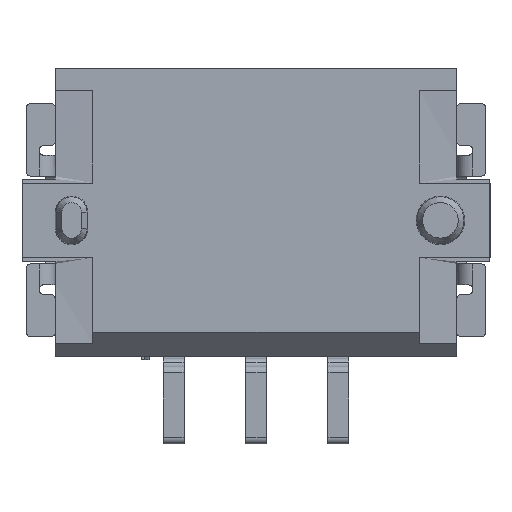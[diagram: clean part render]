
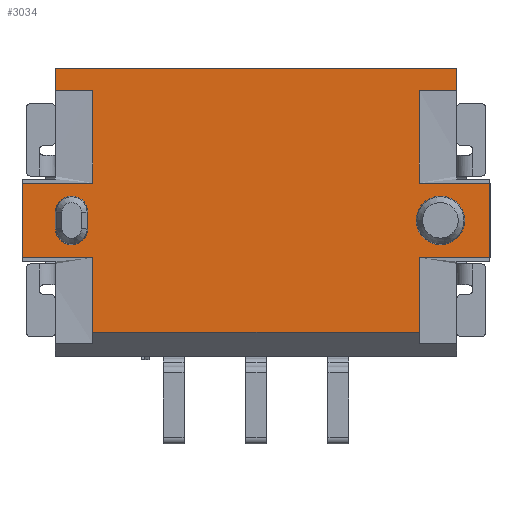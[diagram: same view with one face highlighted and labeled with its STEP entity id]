
A CAD part, front view. The second image highlights one B-rep face of the part: STEP entity #3034.
In plain terms, the highlighted planar face has unit normal (0, -1, 0).
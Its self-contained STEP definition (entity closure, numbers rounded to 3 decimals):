
#552=CARTESIAN_POINT('',(7.48,-2.45,4.2));
#553=VERTEX_POINT('',#552);
#560=CARTESIAN_POINT('',(8.23,-2.45,4.2));
#561=DIRECTION('',(-1.,0.,0.));
#562=DIRECTION('',(0.,-1.,0.));
#563=AXIS2_PLACEMENT_3D('',#560,#562,#561);
#564=CIRCLE('',#563,0.75);
#565=EDGE_CURVE('',#553,#553,#564,.T.);
#755=CARTESIAN_POINT('',(9.76,-2.45,5.35));
#756=VERTEX_POINT('',#755);
#763=CARTESIAN_POINT('',(9.76,-2.45,3.05));
#764=VERTEX_POINT('',#763);
#765=CARTESIAN_POINT('',(9.76,-2.45,5.35));
#766=DIRECTION('',(0.,0.,-1.));
#767=VECTOR('',#766,2.3);
#768=LINE('',#765,#767);
#769=EDGE_CURVE('',#756,#764,#768,.T.);
#810=CARTESIAN_POINT('',(7.58,-2.45,3.05));
#811=VERTEX_POINT('',#810);
#818=CARTESIAN_POINT('',(7.58,-2.45,0.75));
#819=VERTEX_POINT('',#818);
#820=CARTESIAN_POINT('',(7.58,-2.45,3.05));
#821=DIRECTION('',(0.,0.,-1.));
#822=VECTOR('',#821,2.3);
#823=LINE('',#820,#822);
#824=EDGE_CURVE('',#811,#819,#823,.T.);
#848=CARTESIAN_POINT('',(7.58,-2.45,8.2));
#849=VERTEX_POINT('',#848);
#850=CARTESIAN_POINT('',(7.58,-2.45,5.35));
#851=VERTEX_POINT('',#850);
#852=CARTESIAN_POINT('',(7.58,-2.45,8.2));
#853=DIRECTION('',(0.,0.,-1.));
#854=VECTOR('',#853,2.85);
#855=LINE('',#852,#854);
#856=EDGE_CURVE('',#849,#851,#855,.T.);
#984=CARTESIAN_POINT('',(9.76,-2.45,3.05));
#985=DIRECTION('',(-1.,0.,0.));
#986=VECTOR('',#985,2.18);
#987=LINE('',#984,#986);
#988=EDGE_CURVE('',#764,#811,#987,.T.);
#999=CARTESIAN_POINT('',(7.58,-2.45,5.35));
#1000=DIRECTION('',(1.,0.,0.));
#1001=VECTOR('',#1000,2.18);
#1002=LINE('',#999,#1001);
#1003=EDGE_CURVE('',#851,#756,#1002,.T.);
#1663=CARTESIAN_POINT('',(8.73,-2.45,8.2));
#1664=VERTEX_POINT('',#1663);
#1671=CARTESIAN_POINT('',(8.73,-2.45,8.2));
#1672=DIRECTION('',(-1.,0.,0.));
#1673=VECTOR('',#1672,1.15);
#1674=LINE('',#1671,#1673);
#1675=EDGE_CURVE('',#1664,#849,#1674,.T.);
#2004=CARTESIAN_POINT('',(-2.5,-2.45,0.75));
#2005=VERTEX_POINT('',#2004);
#2006=CARTESIAN_POINT('',(7.58,-2.45,0.75));
#2007=DIRECTION('',(-1.,0.,0.));
#2008=VECTOR('',#2007,10.08);
#2009=LINE('',#2006,#2008);
#2010=EDGE_CURVE('',#819,#2005,#2009,.T.);
#2866=CARTESIAN_POINT('',(-3.65,-2.45,8.9));
#2867=VERTEX_POINT('',#2866);
#2874=CARTESIAN_POINT('',(8.73,-2.45,8.9));
#2875=VERTEX_POINT('',#2874);
#2876=CARTESIAN_POINT('',(-3.65,-2.45,8.9));
#2877=DIRECTION('',(1.,0.,0.));
#2878=VECTOR('',#2877,12.38);
#2879=LINE('',#2876,#2878);
#2880=EDGE_CURVE('',#2867,#2875,#2879,.T.);
#2920=CARTESIAN_POINT('',(2.54,-2.45,4.825));
#2921=DIRECTION('',(0.,0.,-1.));
#2922=DIRECTION('',(0.,-1.,0.));
#2923=AXIS2_PLACEMENT_3D('',#2920,#2922,#2921);
#2924=PLANE('',#2923);
#2925=ORIENTED_EDGE('',*,*,#824,.F.);
#2926=ORIENTED_EDGE('',*,*,#988,.F.);
#2927=ORIENTED_EDGE('',*,*,#769,.F.);
#2928=ORIENTED_EDGE('',*,*,#1003,.F.);
#2929=ORIENTED_EDGE('',*,*,#856,.F.);
#2930=ORIENTED_EDGE('',*,*,#1675,.F.);
#2931=CARTESIAN_POINT('',(8.73,-2.45,8.9));
#2932=DIRECTION('',(0.,0.,-1.));
#2933=VECTOR('',#2932,0.7);
#2934=LINE('',#2931,#2933);
#2935=EDGE_CURVE('',#2875,#1664,#2934,.T.);
#2936=ORIENTED_EDGE('',*,*,#2935,.F.);
#2937=ORIENTED_EDGE('',*,*,#2880,.F.);
#2938=CARTESIAN_POINT('',(-3.65,-2.45,8.2));
#2939=VERTEX_POINT('',#2938);
#2940=CARTESIAN_POINT('',(-3.65,-2.45,8.9));
#2941=DIRECTION('',(0.,0.,-1.));
#2942=VECTOR('',#2941,0.7);
#2943=LINE('',#2940,#2942);
#2944=EDGE_CURVE('',#2867,#2939,#2943,.T.);
#2945=ORIENTED_EDGE('',*,*,#2944,.T.);
#2946=CARTESIAN_POINT('',(-2.5,-2.45,8.2));
#2947=VERTEX_POINT('',#2946);
#2948=CARTESIAN_POINT('',(-3.65,-2.45,8.2));
#2949=DIRECTION('',(1.,0.,0.));
#2950=VECTOR('',#2949,1.15);
#2951=LINE('',#2948,#2950);
#2952=EDGE_CURVE('',#2939,#2947,#2951,.T.);
#2953=ORIENTED_EDGE('',*,*,#2952,.T.);
#2954=CARTESIAN_POINT('',(-2.5,-2.45,5.35));
#2955=VERTEX_POINT('',#2954);
#2956=CARTESIAN_POINT('',(-2.5,-2.45,8.2));
#2957=DIRECTION('',(0.,0.,-1.));
#2958=VECTOR('',#2957,2.85);
#2959=LINE('',#2956,#2958);
#2960=EDGE_CURVE('',#2947,#2955,#2959,.T.);
#2961=ORIENTED_EDGE('',*,*,#2960,.T.);
#2962=CARTESIAN_POINT('',(-4.68,-2.45,5.35));
#2963=VERTEX_POINT('',#2962);
#2964=CARTESIAN_POINT('',(-2.5,-2.45,5.35));
#2965=DIRECTION('',(-1.,0.,0.));
#2966=VECTOR('',#2965,2.18);
#2967=LINE('',#2964,#2966);
#2968=EDGE_CURVE('',#2955,#2963,#2967,.T.);
#2969=ORIENTED_EDGE('',*,*,#2968,.T.);
#2970=CARTESIAN_POINT('',(-4.68,-2.45,3.05));
#2971=VERTEX_POINT('',#2970);
#2972=CARTESIAN_POINT('',(-4.68,-2.45,5.35));
#2973=DIRECTION('',(0.,0.,-1.));
#2974=VECTOR('',#2973,2.3);
#2975=LINE('',#2972,#2974);
#2976=EDGE_CURVE('',#2963,#2971,#2975,.T.);
#2977=ORIENTED_EDGE('',*,*,#2976,.T.);
#2978=CARTESIAN_POINT('',(-2.5,-2.45,3.05));
#2979=VERTEX_POINT('',#2978);
#2980=CARTESIAN_POINT('',(-4.68,-2.45,3.05));
#2981=DIRECTION('',(1.,0.,0.));
#2982=VECTOR('',#2981,2.18);
#2983=LINE('',#2980,#2982);
#2984=EDGE_CURVE('',#2971,#2979,#2983,.T.);
#2985=ORIENTED_EDGE('',*,*,#2984,.T.);
#2986=CARTESIAN_POINT('',(-2.5,-2.45,3.05));
#2987=DIRECTION('',(0.,0.,-1.));
#2988=VECTOR('',#2987,2.3);
#2989=LINE('',#2986,#2988);
#2990=EDGE_CURVE('',#2979,#2005,#2989,.T.);
#2991=ORIENTED_EDGE('',*,*,#2990,.T.);
#2992=ORIENTED_EDGE('',*,*,#2010,.F.);
#2993=EDGE_LOOP('',(#2925,#2926,#2927,#2928,#2929,#2930,#2936,#2937,#2945,#2953,#2961,#2969,#2977,#2985,#2991,#2992));
#2994=FACE_OUTER_BOUND('',#2993,.T.);
#2995=ORIENTED_EDGE('',*,*,#565,.F.);
#2996=EDGE_LOOP('',(#2995));
#2997=FACE_BOUND('',#2996,.T.);
#2998=CARTESIAN_POINT('',(-2.65,-2.45,4.45));
#2999=VERTEX_POINT('',#2998);
#3000=CARTESIAN_POINT('',(-2.65,-2.45,3.95));
#3001=VERTEX_POINT('',#3000);
#3002=CARTESIAN_POINT('',(-2.65,-2.45,4.45));
#3003=DIRECTION('',(0.,0.,-1.));
#3004=VECTOR('',#3003,0.5);
#3005=LINE('',#3002,#3004);
#3006=EDGE_CURVE('',#2999,#3001,#3005,.T.);
#3007=ORIENTED_EDGE('',*,*,#3006,.T.);
#3008=CARTESIAN_POINT('',(-3.65,-2.45,3.95));
#3009=VERTEX_POINT('',#3008);
#3010=CARTESIAN_POINT('',(-3.15,-2.45,3.95));
#3011=DIRECTION('',(1.,0.,0.));
#3012=DIRECTION('',(0.,1.,0.));
#3013=AXIS2_PLACEMENT_3D('',#3010,#3012,#3011);
#3014=CIRCLE('',#3013,0.5);
#3015=EDGE_CURVE('',#3001,#3009,#3014,.T.);
#3016=ORIENTED_EDGE('',*,*,#3015,.T.);
#3017=CARTESIAN_POINT('',(-3.65,-2.45,4.45));
#3018=VERTEX_POINT('',#3017);
#3019=CARTESIAN_POINT('',(-3.65,-2.45,3.95));
#3020=DIRECTION('',(0.,0.,1.));
#3021=VECTOR('',#3020,0.5);
#3022=LINE('',#3019,#3021);
#3023=EDGE_CURVE('',#3009,#3018,#3022,.T.);
#3024=ORIENTED_EDGE('',*,*,#3023,.T.);
#3025=CARTESIAN_POINT('',(-3.15,-2.45,4.45));
#3026=DIRECTION('',(-1.,0.,0.));
#3027=DIRECTION('',(0.,1.,0.));
#3028=AXIS2_PLACEMENT_3D('',#3025,#3027,#3026);
#3029=CIRCLE('',#3028,0.5);
#3030=EDGE_CURVE('',#3018,#2999,#3029,.T.);
#3031=ORIENTED_EDGE('',*,*,#3030,.T.);
#3032=EDGE_LOOP('',(#3007,#3016,#3024,#3031));
#3033=FACE_BOUND('',#3032,.T.);
#3034=ADVANCED_FACE('',(#2994,#2997,#3033),#2924,.T.);
